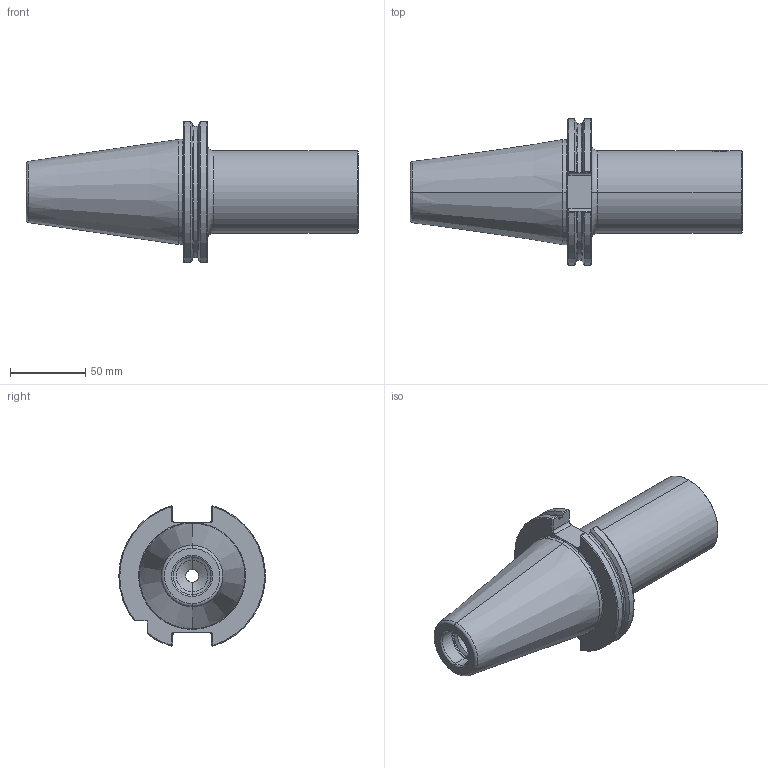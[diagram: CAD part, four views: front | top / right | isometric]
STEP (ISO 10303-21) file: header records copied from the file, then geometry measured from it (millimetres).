
FILE_DESCRIPTION (( 'STEP AP203' ), '1' );
FILE_NAME ('102.515.552.STEP', '2018-03-09T13:28:32', ( 'SWIAdmin' ), ( 'Hewlett-Packard Company' ), 'SwSTEP 2.0', 'SolidWorks 2017', '' );
FILE_SCHEMA (( 'CONFIG_CONTROL_DESIGN' ));
Length unit declared in the file: millimetre
Products named in the file (3): SK5-MB5.K01.119_C; MB5-ER1.001.017_A; 102.515.552
Assembly tree (2 placements, depth 2):
  102.515.552
    SK5-MB5.K01.119_C
    MB5-ER1.001.017_A
Bounding box: 220.7 x 97.28 x 93.51 mm (x, y, z)
Volume: 546546.6 mm3; surface area: 63989 mm2
Topology: 2 solids, 2 shells, 169 faces, 422 edges, 259 vertices
Faces by surface type: plane 55, cylinder 50, cone 36, torus 28
Entity records: 5724 total; most frequent: CARTESIAN_POINT 1416, DIRECTION 866, ORIENTED_EDGE 840, EDGE_CURVE 420, AXIS2_PLACEMENT_3D 344, VERTEX_POINT 259, VECTOR 178, LINE 178
